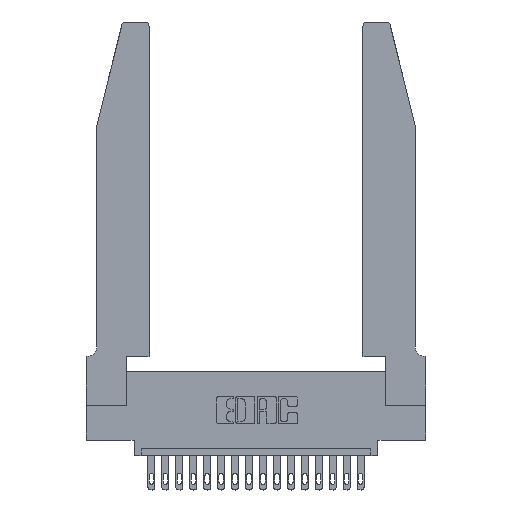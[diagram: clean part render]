
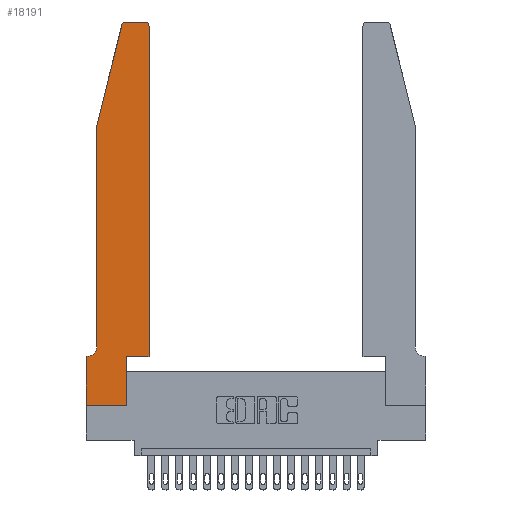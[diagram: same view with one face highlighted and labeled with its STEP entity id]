
A CAD part, top view. The second image highlights one B-rep face of the part: STEP entity #18191.
In plain terms, the highlighted planar face has unit normal (0, 0, 1).
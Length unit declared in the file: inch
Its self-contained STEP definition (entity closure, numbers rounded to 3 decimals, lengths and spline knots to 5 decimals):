
#104 = VERTEX_POINT ( 'NONE', #16565 ) ;
#589 = CARTESIAN_POINT ( 'NONE',  ( 0.0755, 2., 0.37 ) ) ;
#989 = VERTEX_POINT ( 'NONE', #7597 ) ;
#1036 = CIRCLE ( 'NONE', #3010, 0.07 ) ;
#1168 = EDGE_CURVE ( 'NONE', #7402, #17063, #14958, .T. ) ;
#1191 = AXIS2_PLACEMENT_3D ( 'NONE', #6305, #14197, #15831 ) ;
#1402 = CARTESIAN_POINT ( 'NONE',  ( 0.0755, 0.42, 0.37 ) ) ;
#1558 = CARTESIAN_POINT ( 'NONE',  ( 0., 0., 0.37 ) ) ;
#1709 = DIRECTION ( 'NONE',  ( 0., 0., -1. ) ) ;
#1908 = DIRECTION ( 'NONE',  ( -1., 0., 0. ) ) ;
#2300 = EDGE_CURVE ( 'NONE', #13300, #104, #20132, .T. ) ;
#2473 = ORIENTED_EDGE ( 'NONE', *, *, #19630, .T. ) ;
#2619 = VERTEX_POINT ( 'NONE', #4556 ) ;
#2671 = CARTESIAN_POINT ( 'NONE',  ( 0.4505, 0.35, 0.37 ) ) ;
#2737 = DIRECTION ( 'NONE',  ( 0., 1., 0. ) ) ;
#2895 = CARTESIAN_POINT ( 'NONE',  ( 0.284, 2.72, 0.37 ) ) ;
#2905 = VECTOR ( 'NONE', #6014, 39.37008 ) ;
#3010 = AXIS2_PLACEMENT_3D ( 'NONE', #10855, #1709, #12727 ) ;
#3063 = DIRECTION ( 'NONE',  ( 1., 0., 0. ) ) ;
#3105 = CARTESIAN_POINT ( 'NONE',  ( 0.0055, 0.35, 0.37 ) ) ;
#3368 = VECTOR ( 'NONE', #18695, 39.37008 ) ;
#3460 = LINE ( 'NONE', #11600, #5158 ) ;
#3604 = CARTESIAN_POINT ( 'NONE',  ( 0.284, 2.75, 0.37 ) ) ;
#3767 = ORIENTED_EDGE ( 'NONE', *, *, #11218, .T. ) ;
#3801 = EDGE_CURVE ( 'NONE', #11556, #989, #14174, .T. ) ;
#4556 = CARTESIAN_POINT ( 'NONE',  ( 0., 0., 0.37 ) ) ;
#4620 = CIRCLE ( 'NONE', #1191, 0.03 ) ;
#4749 = ORIENTED_EDGE ( 'NONE', *, *, #20011, .T. ) ;
#4861 = EDGE_CURVE ( 'NONE', #8608, #11556, #13923, .T. ) ;
#5158 = VECTOR ( 'NONE', #10266, 39.37008 ) ;
#5765 = LINE ( 'NONE', #1558, #12965 ) ;
#6014 = DIRECTION ( 'NONE',  ( 0., 1., 0. ) ) ;
#6161 = EDGE_CURVE ( 'NONE', #2619, #13300, #16304, .T. ) ;
#6305 = CARTESIAN_POINT ( 'NONE',  ( 0.4205, 2.72, 0.37 ) ) ;
#7402 = VERTEX_POINT ( 'NONE', #11201 ) ;
#7597 = CARTESIAN_POINT ( 'NONE',  ( 0.25487, 2.72718, 0.37 ) ) ;
#8179 = ORIENTED_EDGE ( 'NONE', *, *, #14941, .T. ) ;
#8427 = ORIENTED_EDGE ( 'NONE', *, *, #6161, .T. ) ;
#8519 = DIRECTION ( 'NONE',  ( -0.239, -0.971, 0. ) ) ;
#8608 = VERTEX_POINT ( 'NONE', #16559 ) ;
#8806 = CARTESIAN_POINT ( 'NONE',  ( 0.2865, 0., 0.37 ) ) ;
#8972 = ORIENTED_EDGE ( 'NONE', *, *, #3801, .T. ) ;
#9105 = ORIENTED_EDGE ( 'NONE', *, *, #18759, .T. ) ;
#9440 = CARTESIAN_POINT ( 'NONE',  ( 0., 0.35, 0.37 ) ) ;
#9694 = VECTOR ( 'NONE', #17211, 39.37008 ) ;
#9853 = VERTEX_POINT ( 'NONE', #12439 ) ;
#10113 = AXIS2_PLACEMENT_3D ( 'NONE', #9440, #15919, #3063 ) ;
#10225 = EDGE_CURVE ( 'NONE', #20153, #15874, #11516, .T. ) ;
#10266 = DIRECTION ( 'NONE',  ( 1., 0., 0. ) ) ;
#10369 = CARTESIAN_POINT ( 'NONE',  ( 0.2865, 0.35, 0.37 ) ) ;
#10568 = VECTOR ( 'NONE', #8519, 39.37008 ) ;
#10597 = DIRECTION ( 'NONE',  ( 0., 0., 1. ) ) ;
#10817 = ORIENTED_EDGE ( 'NONE', *, *, #1168, .T. ) ;
#10855 = CARTESIAN_POINT ( 'NONE',  ( 0.0055, 0.42, 0.37 ) ) ;
#11018 = VECTOR ( 'NONE', #2737, 39.37008 ) ;
#11054 = ORIENTED_EDGE ( 'NONE', *, *, #2300, .T. ) ;
#11201 = CARTESIAN_POINT ( 'NONE',  ( 0.0755, 2., 0.37 ) ) ;
#11218 = EDGE_CURVE ( 'NONE', #9853, #2619, #5765, .T. ) ;
#11371 = FACE_OUTER_BOUND ( 'NONE', #13590, .T. ) ;
#11516 = LINE ( 'NONE', #15466, #2905 ) ;
#11556 = VERTEX_POINT ( 'NONE', #3604 ) ;
#11600 = CARTESIAN_POINT ( 'NONE',  ( 0.4505, 0.35, 0.37 ) ) ;
#12341 = DIRECTION ( 'NONE',  ( 1., 0., 0. ) ) ;
#12439 = CARTESIAN_POINT ( 'NONE',  ( 0., 0.35, 0.37 ) ) ;
#12727 = DIRECTION ( 'NONE',  ( -1., 0., 0. ) ) ;
#12777 = CARTESIAN_POINT ( 'NONE',  ( 0.0755, 0.35, 0.37 ) ) ;
#12965 = VECTOR ( 'NONE', #17794, 39.37008 ) ;
#13060 = CARTESIAN_POINT ( 'NONE',  ( 0.4505, 2.72, 0.37 ) ) ;
#13286 = DIRECTION ( 'NONE',  ( 1., 0., 0. ) ) ;
#13300 = VERTEX_POINT ( 'NONE', #8806 ) ;
#13590 = EDGE_LOOP ( 'NONE', ( #14078, #8972, #2473, #10817, #9105, #8179, #3767, #8427, #11054, #15124, #15656, #4749 ) ) ;
#13923 = LINE ( 'NONE', #18878, #9694 ) ;
#13941 = CARTESIAN_POINT ( 'NONE',  ( 0.0755, 2., 0.37 ) ) ;
#14021 = EDGE_CURVE ( 'NONE', #104, #20153, #3460, .T. ) ;
#14039 = VECTOR ( 'NONE', #1908, 39.37008 ) ;
#14078 = ORIENTED_EDGE ( 'NONE', *, *, #4861, .T. ) ;
#14174 = CIRCLE ( 'NONE', #17450, 0.03 ) ;
#14197 = DIRECTION ( 'NONE',  ( 0., 0., 1. ) ) ;
#14941 = EDGE_CURVE ( 'NONE', #17023, #9853, #16482, .T. ) ;
#14958 = LINE ( 'NONE', #13941, #3368 ) ;
#15124 = ORIENTED_EDGE ( 'NONE', *, *, #14021, .T. ) ;
#15466 = CARTESIAN_POINT ( 'NONE',  ( 0.4505, 0.35, 0.37 ) ) ;
#15656 = ORIENTED_EDGE ( 'NONE', *, *, #10225, .T. ) ;
#15831 = DIRECTION ( 'NONE',  ( 1., 0., 0. ) ) ;
#15874 = VERTEX_POINT ( 'NONE', #13060 ) ;
#15919 = DIRECTION ( 'NONE',  ( 0., 0., 1. ) ) ;
#15993 = LINE ( 'NONE', #589, #10568 ) ;
#16304 = LINE ( 'NONE', #19824, #17541 ) ;
#16482 = LINE ( 'NONE', #12777, #14039 ) ;
#16559 = CARTESIAN_POINT ( 'NONE',  ( 0.4205, 2.75, 0.37 ) ) ;
#16565 = CARTESIAN_POINT ( 'NONE',  ( 0.2865, 0.35, 0.37 ) ) ;
#17023 = VERTEX_POINT ( 'NONE', #3105 ) ;
#17063 = VERTEX_POINT ( 'NONE', #1402 ) ;
#17211 = DIRECTION ( 'NONE',  ( -1., 0., 0. ) ) ;
#17246 = PLANE ( 'NONE',  #10113 ) ;
#17450 = AXIS2_PLACEMENT_3D ( 'NONE', #2895, #10597, #12341 ) ;
#17541 = VECTOR ( 'NONE', #13286, 39.37008 ) ;
#17794 = DIRECTION ( 'NONE',  ( 0., -1., 0. ) ) ;
#18191 = ADVANCED_FACE ( 'NONE', ( #11371 ), #17246, .T. ) ;
#18695 = DIRECTION ( 'NONE',  ( 0., -1., 0. ) ) ;
#18759 = EDGE_CURVE ( 'NONE', #17063, #17023, #1036, .T. ) ;
#18878 = CARTESIAN_POINT ( 'NONE',  ( 0.2605, 2.75, 0.37 ) ) ;
#19630 = EDGE_CURVE ( 'NONE', #989, #7402, #15993, .T. ) ;
#19824 = CARTESIAN_POINT ( 'NONE',  ( 0., 0., 0.37 ) ) ;
#20011 = EDGE_CURVE ( 'NONE', #15874, #8608, #4620, .T. ) ;
#20132 = LINE ( 'NONE', #10369, #11018 ) ;
#20153 = VERTEX_POINT ( 'NONE', #2671 ) ;
